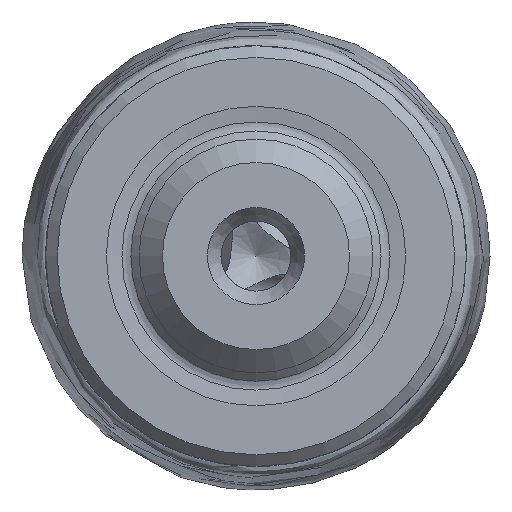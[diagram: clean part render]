
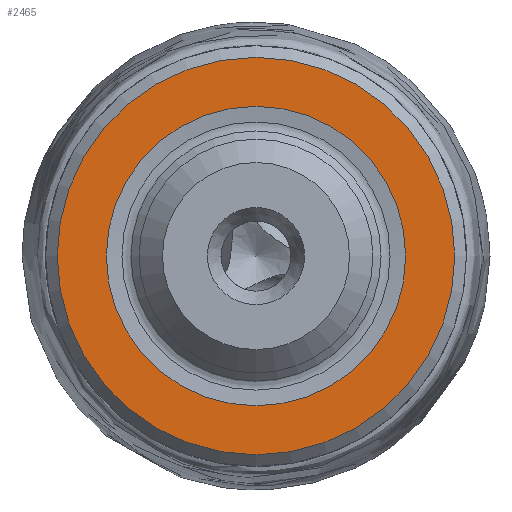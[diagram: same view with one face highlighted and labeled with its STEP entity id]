
A CAD part, left-side view. The second image highlights one B-rep face of the part: STEP entity #2465.
In plain terms, the highlighted planar face has unit normal (-1, 0, 0).
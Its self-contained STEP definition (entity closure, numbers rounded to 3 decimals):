
#3 = CARTESIAN_POINT ( 'NONE',  ( 19.8, 0., 6.403 ) ) ;
#380 = AXIS2_PLACEMENT_3D ( 'NONE', #707, #3304, #1081 ) ;
#466 = FACE_BOUND ( 'NONE', #1869, .T. ) ;
#492 = AXIS2_PLACEMENT_3D ( 'NONE', #897, #3511, #1270 ) ;
#707 = CARTESIAN_POINT ( 'NONE',  ( 19.8, 0., 0. ) ) ;
#897 = CARTESIAN_POINT ( 'NONE',  ( 19.8, 0., 0. ) ) ;
#1081 = DIRECTION ( 'NONE',  ( 0., 0., 1. ) ) ;
#1232 = VERTEX_POINT ( 'NONE', #3 ) ;
#1233 = PLANE ( 'NONE',  #4559 ) ;
#1270 = DIRECTION ( 'NONE',  ( 0., 0., 1. ) ) ;
#1546 = FACE_OUTER_BOUND ( 'NONE', #3387, .T. ) ;
#1809 = CARTESIAN_POINT ( 'NONE',  ( 19.8, 0., 8.5 ) ) ;
#1869 = EDGE_LOOP ( 'NONE', ( #3393 ) ) ;
#1987 = DIRECTION ( 'NONE',  ( 1., 0., 0. ) ) ;
#2000 = EDGE_CURVE ( 'NONE', #4201, #4201, #2825, .T. ) ;
#2465 = ADVANCED_FACE ( 'NONE', ( #466, #1546 ), #1233, .F. ) ;
#2507 = EDGE_CURVE ( 'NONE', #1232, #1232, #3310, .T. ) ;
#2825 = CIRCLE ( 'NONE', #380, 8.5 ) ;
#3304 = DIRECTION ( 'NONE',  ( -1., 0., 0. ) ) ;
#3310 = CIRCLE ( 'NONE', #492, 6.403 ) ;
#3387 = EDGE_LOOP ( 'NONE', ( #3847 ) ) ;
#3393 = ORIENTED_EDGE ( 'NONE', *, *, #2507, .F. ) ;
#3511 = DIRECTION ( 'NONE',  ( -1., 0., 0. ) ) ;
#3846 = CARTESIAN_POINT ( 'NONE',  ( 19.8, 6.403, 0. ) ) ;
#3847 = ORIENTED_EDGE ( 'NONE', *, *, #2000, .T. ) ;
#4201 = VERTEX_POINT ( 'NONE', #1809 ) ;
#4559 = AXIS2_PLACEMENT_3D ( 'NONE', #3846, #1987, #4585 ) ;
#4585 = DIRECTION ( 'NONE',  ( 0., 0., -1. ) ) ;
